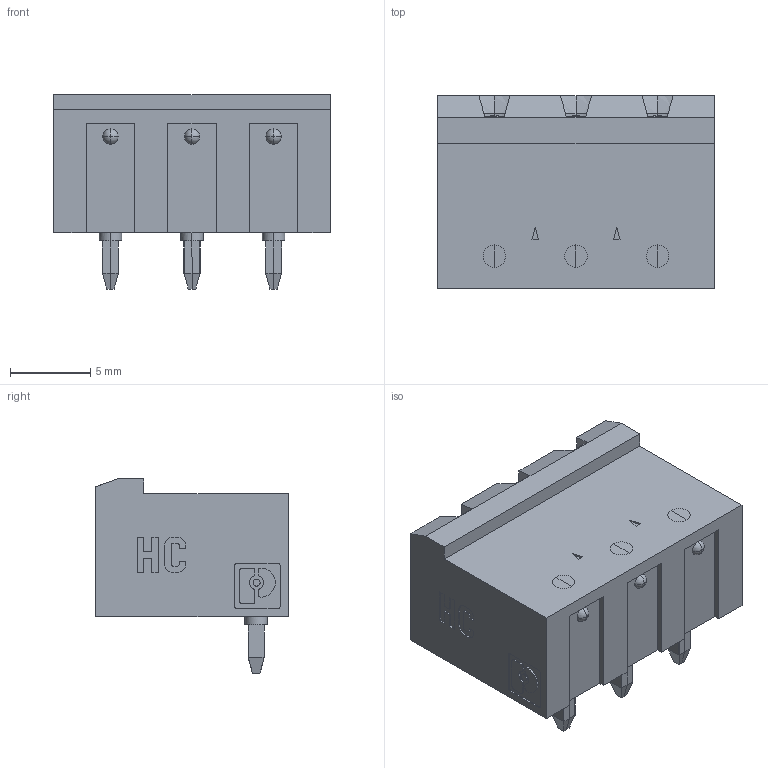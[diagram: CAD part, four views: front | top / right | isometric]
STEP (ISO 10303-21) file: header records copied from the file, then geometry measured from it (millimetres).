
FILE_DESCRIPTION(('FreeCAD Model'),'2;1');
FILE_NAME('1923872_02.step', '2017-02-13T21:23:14',('Author'),(''), 'Open CASCADE STEP processor 6.8','FreeCAD','Unknown');
FILE_SCHEMA(('AUTOMOTIVE_DESIGN_CC2 { 1 2 10303 214 -1 1 5 4 }'));
Length unit declared in the file: millimetre
Products named in the file (1): mstba_2.5-hc-3-g-5.08
Bounding box: 17.24 x 12 x 12.1 mm (x, y, z)
Volume: 921.3 mm3; surface area: 1379.4 mm2
Topology: 1 solids, 1 shells, 332 faces, 774 edges, 470 vertices
Faces by surface type: plane 265, cylinder 49, sphere 12, cone 6
Entity records: 28031 total; most frequent: CARTESIAN_POINT 10181, DIRECTION 2846, LINE 1654, VECTOR 1654, ORIENTED_EDGE 1548, PCURVE 1548, DEFINITIONAL_REPRESENTATION 1548, EDGE_CURVE 774
